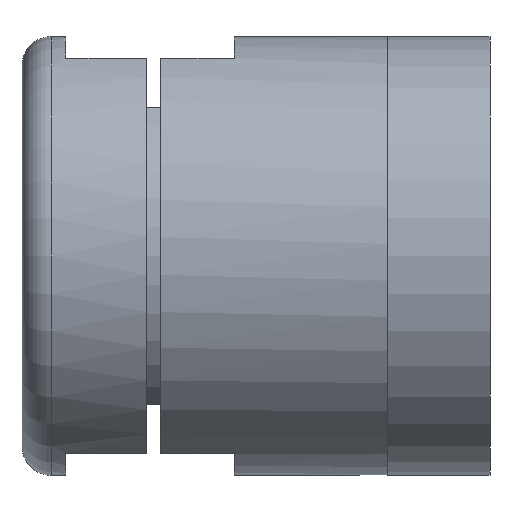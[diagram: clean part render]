
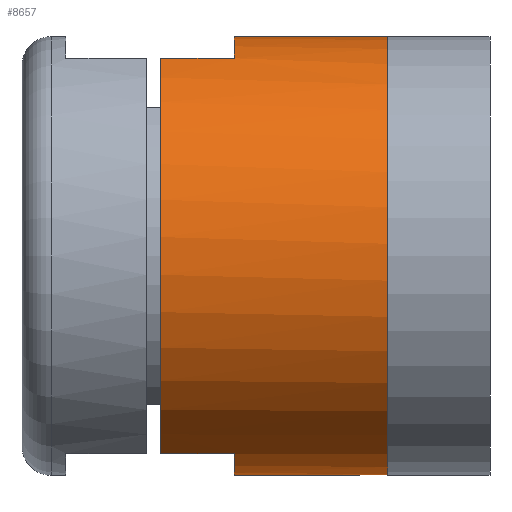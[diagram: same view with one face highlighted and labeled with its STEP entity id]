
A CAD part, left-side view. The second image highlights one B-rep face of the part: STEP entity #8657.
In plain terms, the highlighted cylindrical face has radius 15 mm (diameter 30 mm), a full revolution.
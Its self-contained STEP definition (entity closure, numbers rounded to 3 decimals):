
#493 = FACE_OUTER_BOUND ( 'NONE', #16799, .T. ) ;
#556 = CARTESIAN_POINT ( 'NONE',  ( -6.5, 5., 13.519 ) ) ;
#683 = VERTEX_POINT ( 'NONE', #11028 ) ;
#1463 = CARTESIAN_POINT ( 'NONE',  ( -6.5, 0., 13.519 ) ) ;
#1497 = DIRECTION ( 'NONE',  ( 0., -1., 0. ) ) ;
#1619 = ORIENTED_EDGE ( 'NONE', *, *, #3071, .T. ) ;
#2193 = CARTESIAN_POINT ( 'NONE',  ( 6.5, 0., -13.519 ) ) ;
#3071 = EDGE_CURVE ( 'NONE', #4027, #683, #14691, .T. ) ;
#3294 = VERTEX_POINT ( 'NONE', #2193 ) ;
#3298 = CARTESIAN_POINT ( 'NONE',  ( 6.5, 0., 13.519 ) ) ;
#3823 = AXIS2_PLACEMENT_3D ( 'NONE', #11101, #14898, #16138 ) ;
#4027 = VERTEX_POINT ( 'NONE', #7062 ) ;
#4410 = ORIENTED_EDGE ( 'NONE', *, *, #9985, .F. ) ;
#4444 = DIRECTION ( 'NONE',  ( 0., 0., 1. ) ) ;
#4945 = VERTEX_POINT ( 'NONE', #7461 ) ;
#4963 = CIRCLE ( 'NONE', #12505, 15. ) ;
#5682 = CARTESIAN_POINT ( 'NONE',  ( 6.5, 15.5, 13.519 ) ) ;
#5850 = LINE ( 'NONE', #15354, #6889 ) ;
#5910 = CARTESIAN_POINT ( 'NONE',  ( 0., 0., 0. ) ) ;
#6196 = ORIENTED_EDGE ( 'NONE', *, *, #11633, .T. ) ;
#6258 = CIRCLE ( 'NONE', #8961, 15. ) ;
#6302 = FACE_OUTER_BOUND ( 'NONE', #8069, .T. ) ;
#6363 = DIRECTION ( 'NONE',  ( 0., 1., 0. ) ) ;
#6431 = DIRECTION ( 'NONE',  ( 0., 1., 0. ) ) ;
#6889 = VECTOR ( 'NONE', #8834, 1000. ) ;
#7062 = CARTESIAN_POINT ( 'NONE',  ( 6.5, 5., -13.519 ) ) ;
#7170 = DIRECTION ( 'NONE',  ( 0., 1., 0. ) ) ;
#7348 = VERTEX_POINT ( 'NONE', #7462 ) ;
#7359 = DIRECTION ( 'NONE',  ( 0., 1., 0. ) ) ;
#7461 = CARTESIAN_POINT ( 'NONE',  ( 6.5, 5., 13.519 ) ) ;
#7462 = CARTESIAN_POINT ( 'NONE',  ( 0., 15.5, 15. ) ) ;
#7534 = VECTOR ( 'NONE', #7767, 1000. ) ;
#7546 = LINE ( 'NONE', #12084, #10627 ) ;
#7706 = CARTESIAN_POINT ( 'NONE',  ( 0., 5., 0. ) ) ;
#7767 = DIRECTION ( 'NONE',  ( 0., 1., 0. ) ) ;
#7942 = CARTESIAN_POINT ( 'NONE',  ( 0., 15.5, 0. ) ) ;
#8069 = EDGE_LOOP ( 'NONE', ( #4410 ) ) ;
#8657 = ADVANCED_FACE ( 'NONE', ( #6302, #493 ), #16888, .T. ) ;
#8695 = VERTEX_POINT ( 'NONE', #1463 ) ;
#8834 = DIRECTION ( 'NONE',  ( 0., 1., 0. ) ) ;
#8859 = ORIENTED_EDGE ( 'NONE', *, *, #16665, .T. ) ;
#8961 = AXIS2_PLACEMENT_3D ( 'NONE', #5910, #7359, #9855 ) ;
#9855 = DIRECTION ( 'NONE',  ( 0., 0., 1. ) ) ;
#9985 = EDGE_CURVE ( 'NONE', #7348, #7348, #12721, .T. ) ;
#9992 = EDGE_CURVE ( 'NONE', #3294, #4027, #10221, .T. ) ;
#10221 = LINE ( 'NONE', #15708, #7534 ) ;
#10386 = VERTEX_POINT ( 'NONE', #16588 ) ;
#10536 = DIRECTION ( 'NONE',  ( 0., 0., 1. ) ) ;
#10627 = VECTOR ( 'NONE', #1497, 1000. ) ;
#11028 = CARTESIAN_POINT ( 'NONE',  ( -6.5, 5., -13.519 ) ) ;
#11101 = CARTESIAN_POINT ( 'NONE',  ( 0., 5., 0. ) ) ;
#11167 = EDGE_CURVE ( 'NONE', #15110, #4945, #11237, .T. ) ;
#11237 = CIRCLE ( 'NONE', #16632, 15. ) ;
#11580 = AXIS2_PLACEMENT_3D ( 'NONE', #14548, #15694, #14488 ) ;
#11633 = EDGE_CURVE ( 'NONE', #10386, #8695, #6258, .T. ) ;
#11832 = LINE ( 'NONE', #5682, #16808 ) ;
#12084 = CARTESIAN_POINT ( 'NONE',  ( -6.5, 15.5, -13.519 ) ) ;
#12392 = CARTESIAN_POINT ( 'NONE',  ( 0., 0., 0. ) ) ;
#12484 = ORIENTED_EDGE ( 'NONE', *, *, #12978, .T. ) ;
#12505 = AXIS2_PLACEMENT_3D ( 'NONE', #12392, #7170, #4444 ) ;
#12531 = DIRECTION ( 'NONE',  ( 0., -1., 0. ) ) ;
#12607 = VERTEX_POINT ( 'NONE', #3298 ) ;
#12721 = CIRCLE ( 'NONE', #15480, 15. ) ;
#12828 = ORIENTED_EDGE ( 'NONE', *, *, #9992, .T. ) ;
#12978 = EDGE_CURVE ( 'NONE', #683, #10386, #7546, .T. ) ;
#13010 = EDGE_CURVE ( 'NONE', #4945, #12607, #11832, .T. ) ;
#13120 = ORIENTED_EDGE ( 'NONE', *, *, #13010, .T. ) ;
#13692 = ORIENTED_EDGE ( 'NONE', *, *, #14419, .T. ) ;
#14419 = EDGE_CURVE ( 'NONE', #8695, #15110, #5850, .T. ) ;
#14488 = DIRECTION ( 'NONE',  ( 0., 0., -1. ) ) ;
#14548 = CARTESIAN_POINT ( 'NONE',  ( 0., 15.5, 0. ) ) ;
#14691 = CIRCLE ( 'NONE', #3823, 15. ) ;
#14898 = DIRECTION ( 'NONE',  ( 0., 1., 0. ) ) ;
#15110 = VERTEX_POINT ( 'NONE', #556 ) ;
#15354 = CARTESIAN_POINT ( 'NONE',  ( -6.5, 15.5, 13.519 ) ) ;
#15480 = AXIS2_PLACEMENT_3D ( 'NONE', #7942, #6431, #10536 ) ;
#15544 = DIRECTION ( 'NONE',  ( -1., 0., 0. ) ) ;
#15694 = DIRECTION ( 'NONE',  ( 0., -1., 0. ) ) ;
#15708 = CARTESIAN_POINT ( 'NONE',  ( 6.5, 15.5, -13.519 ) ) ;
#16138 = DIRECTION ( 'NONE',  ( -1., 0., 0. ) ) ;
#16521 = ORIENTED_EDGE ( 'NONE', *, *, #11167, .T. ) ;
#16588 = CARTESIAN_POINT ( 'NONE',  ( -6.5, 0., -13.519 ) ) ;
#16632 = AXIS2_PLACEMENT_3D ( 'NONE', #7706, #6363, #15544 ) ;
#16665 = EDGE_CURVE ( 'NONE', #12607, #3294, #4963, .T. ) ;
#16799 = EDGE_LOOP ( 'NONE', ( #6196, #13692, #16521, #13120, #8859, #12828, #1619, #12484 ) ) ;
#16808 = VECTOR ( 'NONE', #12531, 1000. ) ;
#16888 = CYLINDRICAL_SURFACE ( 'NONE', #11580, 15. ) ;
